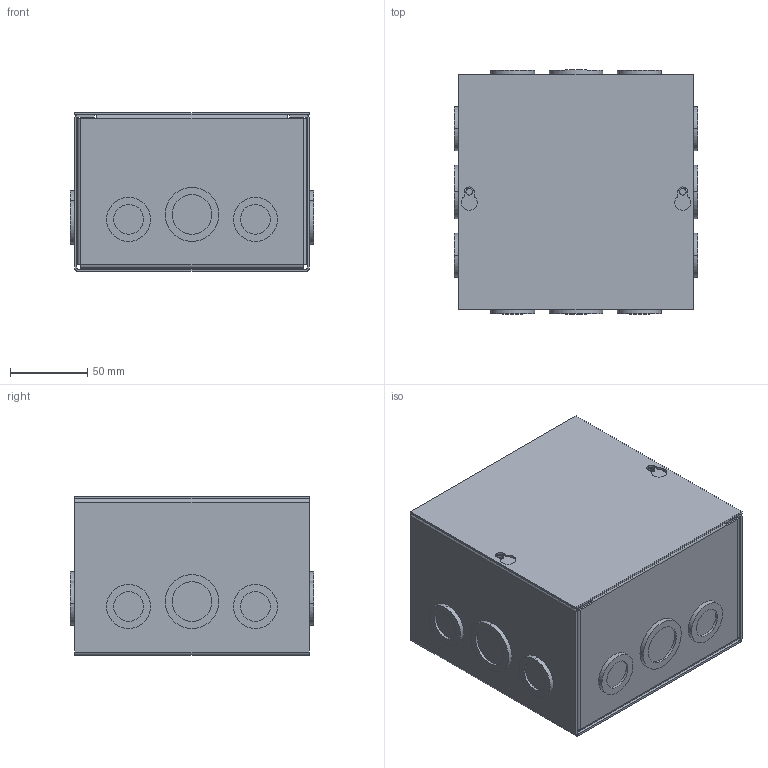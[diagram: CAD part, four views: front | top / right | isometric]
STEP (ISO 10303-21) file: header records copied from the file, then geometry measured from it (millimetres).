
FILE_DESCRIPTION (( 'STEP AP203' ), '1' );
FILE_NAME ('CSKOG664_Default.step', '2019-11-13T16:51:06', ( '' ), ( '' ), 'SwSTEP 2.0', 'SolidWorks 2019', '' );
FILE_SCHEMA (( 'CONFIG_CONTROL_DESIGN' ));
Length unit declared in the file: inch
Products named in the file (1): CSKOG664_Default
Bounding box: 158.34 x 158.34 x 103.05 mm (x, y, z)
Volume: 182160.7 mm3; surface area: 256155.9 mm2
Topology: 4 solids, 4 shells, 333 faces, 780 edges, 508 vertices
Faces by surface type: plane 169, cylinder 156, bspline 4, cone 4
Entity records: 9759 total; most frequent: DIRECTION 1760, CARTESIAN_POINT 1694, ORIENTED_EDGE 1560, EDGE_CURVE 780, AXIS2_PLACEMENT_3D 654, VERTEX_POINT 508, VECTOR 452, LINE 452
